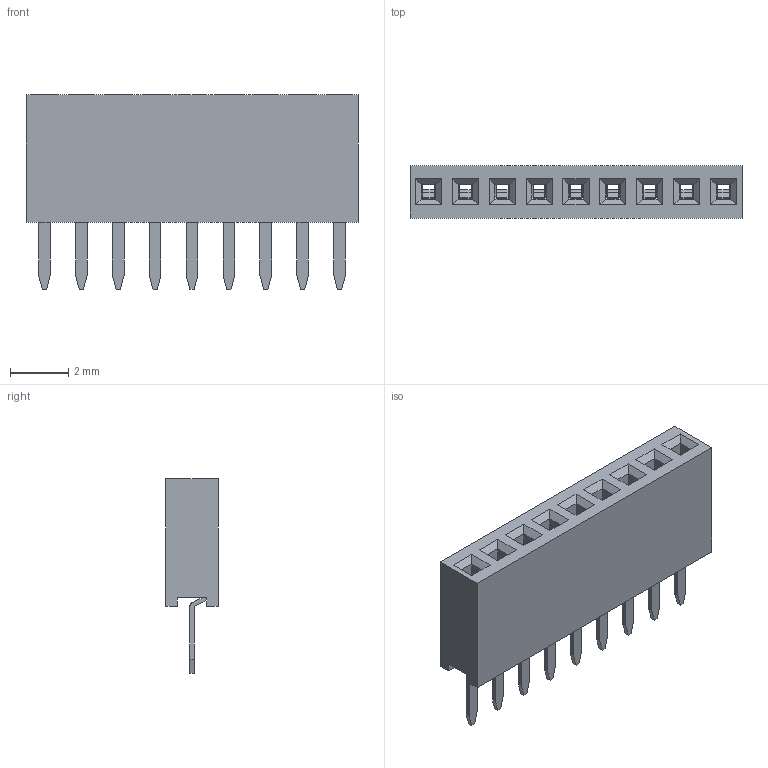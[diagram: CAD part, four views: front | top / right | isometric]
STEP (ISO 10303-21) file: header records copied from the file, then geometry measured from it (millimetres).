
FILE_DESCRIPTION(('STEP AP214'), '1');
FILE_NAME('PBS1.27', '', ('UNSPECIFIED'), ('UNSPECIFIED'), 'ASCON STEP Converter 1.6', 'ASCON Math Kernel', '');
FILE_SCHEMA(('AUTOMOTIVE_DESIGN { 1 0 10303 214 3 1 1}'));
Length unit declared in the file: millimetre
Bounding box: 11.43 x 1.8 x 6.7 mm (x, y, z)
Volume: 64.9 mm3; surface area: 463.9 mm2
Topology: 10 solids, 10 shells, 568 faces, 1500 edges, 952 vertices
Faces by surface type: plane 487, cylinder 81
Entity records: 21828 total; most frequent: CARTESIAN_POINT 3021, ORIENTED_EDGE 3000, DIRECTION 2800, EDGE_CURVE 1500, LINE 1338, VECTOR 1338, VERTEX_POINT 952, AXIS2_PLACEMENT_3D 731
